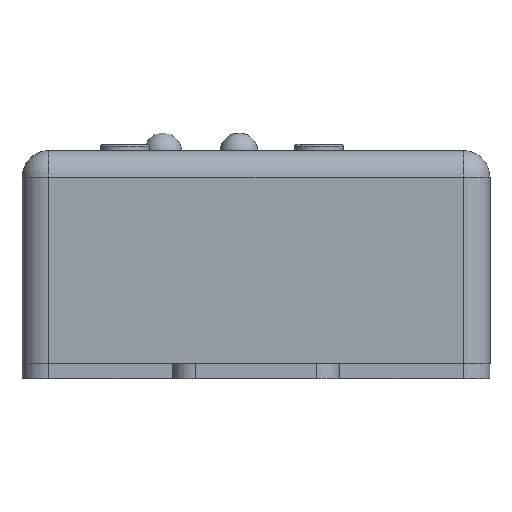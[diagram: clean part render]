
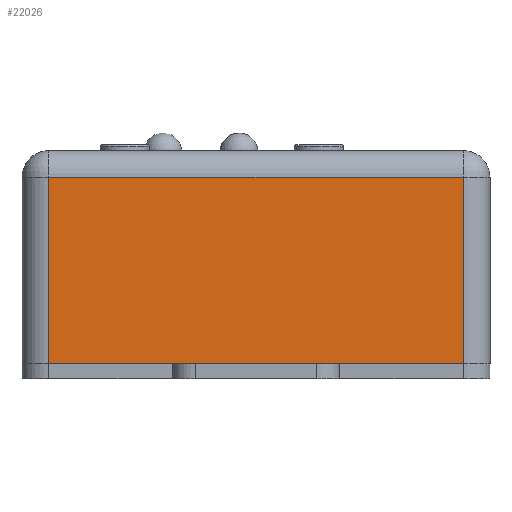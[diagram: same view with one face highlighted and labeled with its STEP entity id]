
A CAD part, left-side view. The second image highlights one B-rep face of the part: STEP entity #22026.
In plain terms, the highlighted planar face has unit normal (-1, 0, 0).
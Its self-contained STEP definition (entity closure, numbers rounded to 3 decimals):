
#1546=FACE_OUTER_BOUND('',#2751,.T.);
#2751=EDGE_LOOP('',(#13880,#13881,#13882,#13883));
#4118=LINE('',#29206,#6358);
#4120=LINE('',#29215,#6360);
#4121=LINE('',#29217,#6361);
#4122=LINE('',#29218,#6362);
#6358=VECTOR('',#24562,10.);
#6360=VECTOR('',#24574,10.);
#6361=VECTOR('',#24575,10.);
#6362=VECTOR('',#24576,10.);
#8599=VERTEX_POINT('',#29203);
#8600=VERTEX_POINT('',#29205);
#8602=VERTEX_POINT('',#29214);
#8603=VERTEX_POINT('',#29216);
#10709=EDGE_CURVE('',#8599,#8600,#4118,.T.);
#10714=EDGE_CURVE('',#8599,#8602,#4120,.T.);
#10715=EDGE_CURVE('',#8603,#8602,#4121,.T.);
#10716=EDGE_CURVE('',#8600,#8603,#4122,.T.);
#13880=ORIENTED_EDGE('',*,*,#10709,.F.);
#13881=ORIENTED_EDGE('',*,*,#10714,.T.);
#13882=ORIENTED_EDGE('',*,*,#10715,.F.);
#13883=ORIENTED_EDGE('',*,*,#10716,.F.);
#20047=PLANE('',#23279);
#22026=ADVANCED_FACE('',(#1546),#20047,.T.);
#23279=AXIS2_PLACEMENT_3D('',#29213,#24572,#24573);
#24562=DIRECTION('',(0.,0.,1.));
#24572=DIRECTION('center_axis',(-1.,0.,0.));
#24573=DIRECTION('ref_axis',(0.,0.,
1.));
#24574=DIRECTION('',(0.,-1.,0.));
#24575=DIRECTION('',(0.,0.,-1.));
#24576=DIRECTION('',(0.,-1.,0.));
#29203=CARTESIAN_POINT('',(-35.5,27.25,0.));
#29205=CARTESIAN_POINT('',(-35.5,27.25,24.5));
#29206=CARTESIAN_POINT('',(-35.5,27.25,0.));
#29213=CARTESIAN_POINT('Origin',(-35.5,-30.75,0.));
#29214=CARTESIAN_POINT('',(-35.5,-27.25,0.));
#29215=CARTESIAN_POINT('',(-35.5,30.75,0.));
#29216=CARTESIAN_POINT('',(-35.5,-27.25,24.5));
#29217=CARTESIAN_POINT('',(-35.5,-27.25,0.));
#29218=CARTESIAN_POINT('',(-35.5,-15.375,24.5));
